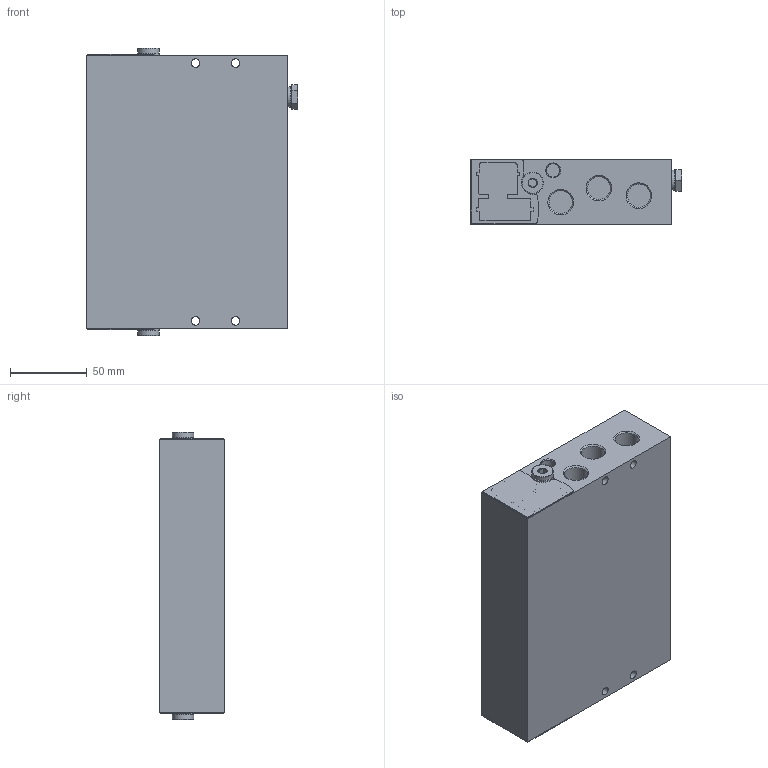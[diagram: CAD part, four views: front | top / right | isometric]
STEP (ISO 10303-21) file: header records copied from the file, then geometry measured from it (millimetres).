
FILE_DESCRIPTION(/* description */ ('STEP AP214'),/* implementation_level */ '2;1');
FILE_NAME(/* name */ '8004915_VABM-L1-18W-G38-6-G',/* time_stamp */ '2024-09-16T02:34:58+02:00',/* author */ ('License CC BY-ND 4.0'),/* organization */ ('CADENAS'),/* preprocessor_version */ 'ST-DEVELOPER v19.3',/* originating_system */ 'PARTsolutions',/* authorisation */ ' ');
FILE_SCHEMA (('AUTOMOTIVE_DESIGN {1 0 10303 214 3 1 1}'));
Length unit declared in the file: millimetre
Products named in the file (4): 8004915 VABM-L1-18W-G38-6-G; 8004915 VABM-L1-18W-G38-6-G---(L1-P); 3568 B-1/8; 2069394 VTUG---(VS)
Assembly tree (4 placements, depth 2):
  8004915 VABM-L1-18W-G38-6-G
    8004915 VABM-L1-18W-G38-6-G---(L1-P)
    3568 B-1/8  x2
    2069394 VTUG---(VS)
Bounding box: 137.3 x 42.5 x 186.7 mm (x, y, z)
Volume: 750191.8 mm3; surface area: 132971.1 mm2
Topology: 4 solids, 4 shells, 670 faces, 1569 edges, 1018 vertices
Faces by surface type: plane 352, cylinder 207, cone 105, torus 6
Full cylindrical faces by diameter (mm): 1.015 x2, 1.305 x2, 2 x12, 2.459 x16, 2.6 x4, 2.7 x12, 4 x12, 4.134 x1, 4.5 x6, 5 x3, 5.5 x4, 6 x1, 7.8 x24, 8 x13, 8.566 x5, 9 x6, 9.728 x3, 11.445 x12, 12.6 x2, 13.15 x1, 13.8 x1, 14 x4, 14.95 x6
Entity records: 17259 total; most frequent: DIRECTION 2996, CARTESIAN_POINT 2983, ORIENTED_EDGE 2460, EDGE_CURVE 1230, AXIS2_PLACEMENT_3D 1153, FACE_BOUND 1078, EDGE_LOOP 1060, VERTEX_POINT 954
